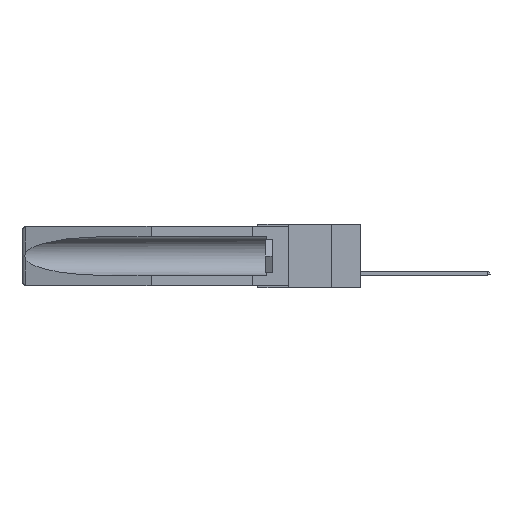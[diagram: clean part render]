
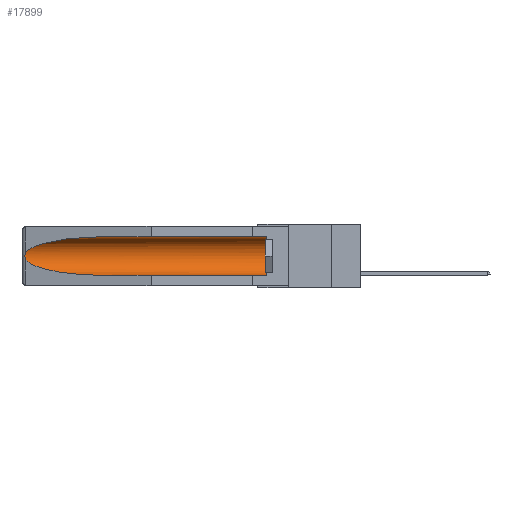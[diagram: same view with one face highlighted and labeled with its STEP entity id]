
A CAD part, left-side view. The second image highlights one B-rep face of the part: STEP entity #17899.
In plain terms, the highlighted cylindrical face has radius 2.857 mm (diameter 5.715 mm), a partial arc.
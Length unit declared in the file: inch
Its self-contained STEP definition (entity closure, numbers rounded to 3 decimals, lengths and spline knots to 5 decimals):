
#170 = CARTESIAN_POINT ( 'NONE',  ( 0.155, -0.30754, -0.284 ) ) ;
#463 = ORIENTED_EDGE ( 'NONE', *, *, #6445, .T. ) ;
#493 = CARTESIAN_POINT ( 'NONE',  ( 0.21114, 1.30732, -0.059 ) ) ;
#989 = CARTESIAN_POINT ( 'NONE',  ( 0.25451, 1.48313, -0.24835 ) ) ;
#1097 = EDGE_CURVE ( 'NONE', #20559, #1973, #17646, .T. ) ;
#1153 = VERTEX_POINT ( 'NONE', #18320 ) ;
#1226 = DIRECTION ( 'NONE',  ( 0., 0., 1. ) ) ;
#1297 = AXIS2_PLACEMENT_3D ( 'NONE', #22743, #8429, #1226 ) ;
#1742 = CARTESIAN_POINT ( 'NONE',  ( 0.2675, 1.53308, -0.17534 ) ) ;
#1817 = CARTESIAN_POINT ( 'NONE',  ( 0.26537, 1.52718, -0.19328 ) ) ;
#1973 = VERTEX_POINT ( 'NONE', #7438 ) ;
#2010 = ORIENTED_EDGE ( 'NONE', *, *, #22696, .T. ) ;
#2360 = CARTESIAN_POINT ( 'NONE',  ( 0.26537, 1.52718, -0.14972 ) ) ;
#3139 = FACE_OUTER_BOUND ( 'NONE', #8714, .T. ) ;
#4482 = ORIENTED_EDGE ( 'NONE', *, *, #1097, .T. ) ;
#4964 = DIRECTION ( 'NONE',  ( 0., 1., 0. ) ) ;
#5401 = CARTESIAN_POINT ( 'NONE',  ( 0.26597, 1.52961, -0.15275 ) ) ;
#5625 = DIRECTION ( 'NONE',  ( 0., 1., 0. ) ) ;
#6035 = CARTESIAN_POINT ( 'NONE',  ( 0.155, 1.07973, -0.059 ) ) ;
#6297 = CARTESIAN_POINT ( 'NONE',  ( 0.26537, 1.52718, -0.19328 ) ) ;
#6445 = EDGE_CURVE ( 'NONE', #10252, #16117, #18110, .T. ) ;
#6657 = CARTESIAN_POINT ( 'NONE',  ( 0.155, 0.126, -0.1715 ) ) ;
#6664 = AXIS2_PLACEMENT_3D ( 'NONE', #6657, #15576, #15512 ) ;
#7390 = CARTESIAN_POINT ( 'NONE',  ( 0.2675, 1.53308, -0.16763 ) ) ;
#7438 = CARTESIAN_POINT ( 'NONE',  ( 0.26537, 1.52718, -0.14972 ) ) ;
#8162 = ORIENTED_EDGE ( 'NONE', *, *, #21615, .F. ) ;
#8429 = DIRECTION ( 'NONE',  ( 0., 1., 0. ) ) ;
#8714 = EDGE_LOOP ( 'NONE', ( #4482, #2010, #17753, #8162, #463, #13982 ) ) ;
#9036 = CARTESIAN_POINT ( 'NONE',  ( 0.26655, 1.53094, -0.18657 ) ) ;
#9168 = CARTESIAN_POINT ( 'NONE',  ( 0.2673, 1.53269, -0.17917 ) ) ;
#10050 =( BOUNDED_CURVE ( )  B_SPLINE_CURVE ( 3, ( #6297, #989, #17199, #17113 ),
 .UNSPECIFIED., .F., .F. ) 
 B_SPLINE_CURVE_WITH_KNOTS ( ( 4, 4 ),
 ( 0.1948, 1.5708 ),
 .UNSPECIFIED. ) 
 CURVE ( )  GEOMETRIC_REPRESENTATION_ITEM ( )  RATIONAL_B_SPLINE_CURVE ( ( 1., 0.848, 0.848, 1. ) ) 
 REPRESENTATION_ITEM ( '' )  );
#10252 = VERTEX_POINT ( 'NONE', #18144 ) ;
#12447 = CARTESIAN_POINT ( 'NONE',  ( 0.2673, 1.5327, -0.16383 ) ) ;
#12563 = CARTESIAN_POINT ( 'NONE',  ( 0.155, 1.07973, -0.284 ) ) ;
#12708 = CARTESIAN_POINT ( 'NONE',  ( 0.26654, 1.53092, -0.15636 ) ) ;
#12902 = EDGE_CURVE ( 'NONE', #1153, #14894, #10050, .T. ) ;
#13982 = ORIENTED_EDGE ( 'NONE', *, *, #14087, .T. ) ;
#14087 = EDGE_CURVE ( 'NONE', #16117, #20559, #16458, .T. ) ;
#14273 = CARTESIAN_POINT ( 'NONE',  ( 0.26597, 1.5296, -0.19026 ) ) ;
#14750 = CARTESIAN_POINT ( 'NONE',  ( 0.25451, 1.48313, -0.09465 ) ) ;
#14894 = VERTEX_POINT ( 'NONE', #12563 ) ;
#14978 = CARTESIAN_POINT ( 'NONE',  ( 0.155, 1.07973, -0.059 ) ) ;
#15512 = DIRECTION ( 'NONE',  ( 0., 0., 1. ) ) ;
#15576 = DIRECTION ( 'NONE',  ( 0., -1., 0. ) ) ;
#15693 = CARTESIAN_POINT ( 'NONE',  ( 0.155, -0.30754, -0.059 ) ) ;
#15913 = B_SPLINE_CURVE_WITH_KNOTS ( 'NONE', 3,
 ( #16207, #5401, #12708, #12447, #7390, #1742, #9168, #9036, #14273, #1817 ),
 .UNSPECIFIED., .F., .F.,
 ( 4, 2, 2, 2, 4 ),
 ( 0., 0.00029, 0.00058, 0.00087, 0.00117 ),
 .UNSPECIFIED. ) ;
#16117 = VERTEX_POINT ( 'NONE', #17584 ) ;
#16207 = CARTESIAN_POINT ( 'NONE',  ( 0.26537, 1.52718, -0.14972 ) ) ;
#16458 = LINE ( 'NONE', #15693, #22615 ) ;
#17113 = CARTESIAN_POINT ( 'NONE',  ( 0.155, 1.07973, -0.284 ) ) ;
#17199 = CARTESIAN_POINT ( 'NONE',  ( 0.21114, 1.30732, -0.284 ) ) ;
#17584 = CARTESIAN_POINT ( 'NONE',  ( 0.155, 0.126, -0.059 ) ) ;
#17646 =( BOUNDED_CURVE ( )  B_SPLINE_CURVE ( 3, ( #6035, #493, #14750, #2360 ),
 .UNSPECIFIED., .F., .F. ) 
 B_SPLINE_CURVE_WITH_KNOTS ( ( 4, 4 ),
 ( 4.71239, 6.08839 ),
 .UNSPECIFIED. ) 
 CURVE ( )  GEOMETRIC_REPRESENTATION_ITEM ( )  RATIONAL_B_SPLINE_CURVE ( ( 1., 0.848, 0.848, 1. ) ) 
 REPRESENTATION_ITEM ( '' )  );
#17753 = ORIENTED_EDGE ( 'NONE', *, *, #12902, .T. ) ;
#17899 = ADVANCED_FACE ( 'NONE', ( #3139 ), #23027, .F. ) ;
#18110 = CIRCLE ( 'NONE', #6664, 0.1125 ) ;
#18144 = CARTESIAN_POINT ( 'NONE',  ( 0.155, 0.126, -0.284 ) ) ;
#18320 = CARTESIAN_POINT ( 'NONE',  ( 0.26537, 1.52718, -0.19328 ) ) ;
#19217 = VECTOR ( 'NONE', #5625, 39.37008 ) ;
#20559 = VERTEX_POINT ( 'NONE', #14978 ) ;
#21615 = EDGE_CURVE ( 'NONE', #10252, #14894, #23155, .T. ) ;
#22615 = VECTOR ( 'NONE', #4964, 39.37008 ) ;
#22696 = EDGE_CURVE ( 'NONE', #1973, #1153, #15913, .T. ) ;
#22743 = CARTESIAN_POINT ( 'NONE',  ( 0.155, -0.30754, -0.1715 ) ) ;
#23027 = CYLINDRICAL_SURFACE ( 'NONE', #1297, 0.1125 ) ;
#23155 = LINE ( 'NONE', #170, #19217 ) ;
